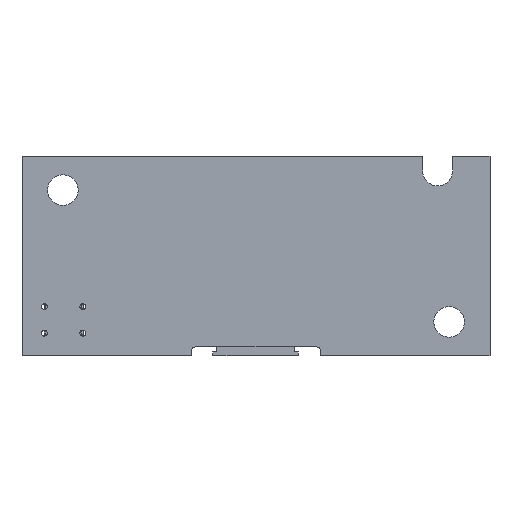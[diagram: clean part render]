
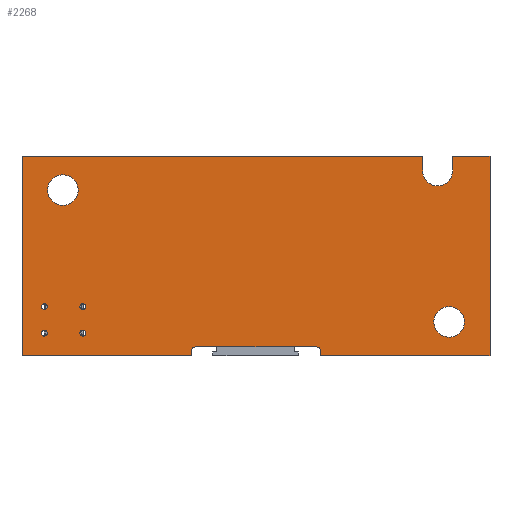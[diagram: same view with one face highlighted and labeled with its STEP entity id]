
A CAD part, front view. The second image highlights one B-rep face of the part: STEP entity #2268.
In plain terms, the highlighted planar face has unit normal (0, -1, 0).
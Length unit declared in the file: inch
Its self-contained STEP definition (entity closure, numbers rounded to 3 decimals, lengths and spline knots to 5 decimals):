
#68=CIRCLE('',#2521,0.10236);
#71=CIRCLE('',#2524,0.10236);
#72=CIRCLE('',#2526,0.10236);
#75=CIRCLE('',#2529,0.10236);
#76=CIRCLE('',#2531,0.0195);
#79=CIRCLE('',#2534,0.0195);
#80=CIRCLE('',#2536,0.0195);
#83=CIRCLE('',#2539,0.0195);
#84=CIRCLE('',#2541,0.0195);
#87=CIRCLE('',#2544,0.0195);
#88=CIRCLE('',#2546,0.0195);
#91=CIRCLE('',#2549,0.0195);
#95=CIRCLE('',#2559,0.1);
#96=CIRCLE('',#2565,0.03125);
#97=CIRCLE('',#2568,0.03125);
#146=FACE_BOUND('',#394,.T.);
#147=FACE_BOUND('',#395,.T.);
#148=FACE_BOUND('',#396,.T.);
#149=FACE_BOUND('',#397,.T.);
#150=FACE_BOUND('',#398,.T.);
#151=FACE_BOUND('',#399,.T.);
#265=FACE_OUTER_BOUND('',#393,.T.);
#393=EDGE_LOOP('',(#1942,#1943,#1944,#1945,#1946,#1947,#1948,#1949,#1950,
#1951,#1952,#1953,#1954,#1955));
#394=EDGE_LOOP('',(#1956,#1957));
#395=EDGE_LOOP('',(#1958,#1959));
#396=EDGE_LOOP('',(#1960,#1961));
#397=EDGE_LOOP('',(#1962,#1963));
#398=EDGE_LOOP('',(#1964,#1965));
#399=EDGE_LOOP('',(#1966,#1967));
#596=LINE('',#3735,#827);
#602=LINE('',#3747,#833);
#613=LINE('',#3775,#844);
#615=LINE('',#3779,#846);
#618=LINE('',#3787,#849);
#620=LINE('',#3791,#851);
#622=LINE('',#3795,#853);
#624=LINE('',#3798,#855);
#626=LINE('',#3805,#857);
#628=LINE('',#3811,#859);
#630=LINE('',#3814,#861);
#827=VECTOR('',#3108,0.02781);
#833=VECTOR('',#3116,0.02781);
#844=VECTOR('',#3137,2.675);
#846=VECTOR('',#3141,0.0975);
#849=VECTOR('',#3150,0.0975);
#851=VECTOR('',#3154,0.25);
#853=VECTOR('',#3158,1.33);
#855=VECTOR('',#3162,1.12943);
#857=VECTOR('',#3170,0.80364);
#859=VECTOR('',#3178,1.12943);
#861=VECTOR('',#3182,1.33);
#1013=VERTEX_POINT('',#3671);
#1014=VERTEX_POINT('',#3672);
#1017=VERTEX_POINT('',#3681);
#1018=VERTEX_POINT('',#3682);
#1021=VERTEX_POINT('',#3691);
#1022=VERTEX_POINT('',#3692);
#1025=VERTEX_POINT('',#3701);
#1026=VERTEX_POINT('',#3702);
#1029=VERTEX_POINT('',#3711);
#1030=VERTEX_POINT('',#3712);
#1033=VERTEX_POINT('',#3721);
#1034=VERTEX_POINT('',#3722);
#1037=VERTEX_POINT('',#3731);
#1039=VERTEX_POINT('',#3734);
#1042=VERTEX_POINT('',#3741);
#1044=VERTEX_POINT('',#3745);
#1055=VERTEX_POINT('',#3772);
#1056=VERTEX_POINT('',#3774);
#1057=VERTEX_POINT('',#3778);
#1058=VERTEX_POINT('',#3782);
#1059=VERTEX_POINT('',#3786);
#1060=VERTEX_POINT('',#3790);
#1061=VERTEX_POINT('',#3794);
#1062=VERTEX_POINT('',#3800);
#1063=VERTEX_POINT('',#3804);
#1064=VERTEX_POINT('',#3810);
#1294=EDGE_CURVE('',#1013,#1014,#68,.T.);
#1298=EDGE_CURVE('',#1014,#1013,#71,.T.);
#1299=EDGE_CURVE('',#1017,#1018,#72,.T.);
#1303=EDGE_CURVE('',#1018,#1017,#75,.T.);
#1304=EDGE_CURVE('',#1021,#1022,#76,.T.);
#1308=EDGE_CURVE('',#1022,#1021,#79,.T.);
#1309=EDGE_CURVE('',#1025,#1026,#80,.T.);
#1313=EDGE_CURVE('',#1026,#1025,#83,.T.);
#1314=EDGE_CURVE('',#1029,#1030,#84,.T.);
#1318=EDGE_CURVE('',#1030,#1029,#87,.T.);
#1319=EDGE_CURVE('',#1033,#1034,#88,.T.);
#1323=EDGE_CURVE('',#1034,#1033,#91,.T.);
#1325=EDGE_CURVE('',#1039,#1037,#596,.T.);
#1331=EDGE_CURVE('',#1042,#1044,#602,.T.);
#1345=EDGE_CURVE('',#1055,#1056,#613,.T.);
#1347=EDGE_CURVE('',#1056,#1057,#615,.T.);
#1349=EDGE_CURVE('',#1057,#1058,#95,.T.);
#1351=EDGE_CURVE('',#1058,#1059,#618,.T.);
#1353=EDGE_CURVE('',#1059,#1060,#620,.T.);
#1355=EDGE_CURVE('',#1060,#1061,#622,.T.);
#1357=EDGE_CURVE('',#1061,#1037,#624,.T.);
#1358=EDGE_CURVE('',#1039,#1062,#96,.T.);
#1360=EDGE_CURVE('',#1062,#1063,#626,.T.);
#1362=EDGE_CURVE('',#1063,#1044,#97,.T.);
#1363=EDGE_CURVE('',#1042,#1064,#628,.T.);
#1365=EDGE_CURVE('',#1064,#1055,#630,.T.);
#1942=ORIENTED_EDGE('',*,*,#1363,.F.);
#1943=ORIENTED_EDGE('',*,*,#1331,.T.);
#1944=ORIENTED_EDGE('',*,*,#1362,.F.);
#1945=ORIENTED_EDGE('',*,*,#1360,.F.);
#1946=ORIENTED_EDGE('',*,*,#1358,.F.);
#1947=ORIENTED_EDGE('',*,*,#1325,.T.);
#1948=ORIENTED_EDGE('',*,*,#1357,.F.);
#1949=ORIENTED_EDGE('',*,*,#1355,.F.);
#1950=ORIENTED_EDGE('',*,*,#1353,.F.);
#1951=ORIENTED_EDGE('',*,*,#1351,.F.);
#1952=ORIENTED_EDGE('',*,*,#1349,.F.);
#1953=ORIENTED_EDGE('',*,*,#1347,.F.);
#1954=ORIENTED_EDGE('',*,*,#1345,.F.);
#1955=ORIENTED_EDGE('',*,*,#1365,.F.);
#1956=ORIENTED_EDGE('',*,*,#1294,.F.);
#1957=ORIENTED_EDGE('',*,*,#1298,.F.);
#1958=ORIENTED_EDGE('',*,*,#1299,.F.);
#1959=ORIENTED_EDGE('',*,*,#1303,.F.);
#1960=ORIENTED_EDGE('',*,*,#1304,.F.);
#1961=ORIENTED_EDGE('',*,*,#1308,.F.);
#1962=ORIENTED_EDGE('',*,*,#1309,.F.);
#1963=ORIENTED_EDGE('',*,*,#1313,.F.);
#1964=ORIENTED_EDGE('',*,*,#1314,.F.);
#1965=ORIENTED_EDGE('',*,*,#1318,.F.);
#1966=ORIENTED_EDGE('',*,*,#1319,.F.);
#1967=ORIENTED_EDGE('',*,*,#1323,.F.);
#2058=PLANE('',#2571);
#2268=ADVANCED_FACE('',(#265,#146,#147,#148,#149,#150,#151),#2058,.F.);
#2521=AXIS2_PLACEMENT_3D('',#3673,#3041,#3042);
#2524=AXIS2_PLACEMENT_3D('',#3679,#3048,#3049);
#2526=AXIS2_PLACEMENT_3D('',#3683,#3052,#3053);
#2529=AXIS2_PLACEMENT_3D('',#3689,#3059,#3060);
#2531=AXIS2_PLACEMENT_3D('',#3693,#3063,#3064);
#2534=AXIS2_PLACEMENT_3D('',#3699,#3070,#3071);
#2536=AXIS2_PLACEMENT_3D('',#3703,#3074,#3075);
#2539=AXIS2_PLACEMENT_3D('',#3709,#3081,#3082);
#2541=AXIS2_PLACEMENT_3D('',#3713,#3085,#3086);
#2544=AXIS2_PLACEMENT_3D('',#3719,#3092,#3093);
#2546=AXIS2_PLACEMENT_3D('',#3723,#3096,#3097);
#2549=AXIS2_PLACEMENT_3D('',#3729,#3103,#3104);
#2559=AXIS2_PLACEMENT_3D('',#3783,#3145,#3146);
#2565=AXIS2_PLACEMENT_3D('',#3801,#3165,#3166);
#2568=AXIS2_PLACEMENT_3D('',#3808,#3174,#3175);
#2571=AXIS2_PLACEMENT_3D('',#3815,#3183,#3184);
#3041=DIRECTION('center_axis',(0.,-1.,0.));
#3042=DIRECTION('ref_axis',(0.,0.,1.));
#3048=DIRECTION('center_axis',(0.,-1.,0.));
#3049=DIRECTION('ref_axis',(0.,0.,1.));
#3052=DIRECTION('center_axis',(0.,-1.,0.));
#3053=DIRECTION('ref_axis',(0.,0.,1.));
#3059=DIRECTION('center_axis',(0.,-1.,0.));
#3060=DIRECTION('ref_axis',(0.,0.,1.));
#3063=DIRECTION('center_axis',(0.,-1.,0.));
#3064=DIRECTION('ref_axis',(0.,0.,1.));
#3070=DIRECTION('center_axis',(0.,-1.,0.));
#3071=DIRECTION('ref_axis',(0.,0.,1.));
#3074=DIRECTION('center_axis',(0.,-1.,0.));
#3075=DIRECTION('ref_axis',(0.,0.,1.));
#3081=DIRECTION('center_axis',(0.,-1.,0.));
#3082=DIRECTION('ref_axis',(0.,0.,1.));
#3085=DIRECTION('center_axis',(0.,-1.,0.));
#3086=DIRECTION('ref_axis',(0.,0.,1.));
#3092=DIRECTION('center_axis',(0.,-1.,0.));
#3093=DIRECTION('ref_axis',(0.,0.,1.));
#3096=DIRECTION('center_axis',(0.,-1.,0.));
#3097=DIRECTION('ref_axis',(0.,0.,1.));
#3103=DIRECTION('center_axis',(0.,-1.,0.));
#3104=DIRECTION('ref_axis',(0.,0.,1.));
#3108=DIRECTION('',(0.,0.,-1.));
#3116=DIRECTION('',(0.,0.,1.));
#3137=DIRECTION('',(1.,0.,0.));
#3141=DIRECTION('',(0.,0.,-1.));
#3145=DIRECTION('center_axis',(0.,-1.,0.));
#3146=DIRECTION('ref_axis',(0.,0.,1.));
#3150=DIRECTION('',(0.,0.,1.));
#3154=DIRECTION('',(1.,0.,0.));
#3158=DIRECTION('',(0.,0.,-1.));
#3162=DIRECTION('',(-1.,0.,0.));
#3165=DIRECTION('center_axis',(0.,-1.,0.));
#3166=DIRECTION('ref_axis',(0.,0.,-1.));
#3170=DIRECTION('',(-1.,0.,0.));
#3174=DIRECTION('center_axis',(0.,-1.,0.));
#3175=DIRECTION('ref_axis',(0.,0.,-1.));
#3178=DIRECTION('',(-1.,0.,0.));
#3182=DIRECTION('',(0.,0.,1.));
#3183=DIRECTION('center_axis',(0.,1.,0.));
#3184=DIRECTION('ref_axis',(0.,0.,1.));
#3671=CARTESIAN_POINT('',(-1.29,-0.062,0.54236));
#3672=CARTESIAN_POINT('',(-1.29,-0.062,0.33764));
#3673=CARTESIAN_POINT('Origin',(-1.29,-0.062,0.44));
#3679=CARTESIAN_POINT('Origin',(-1.29,-0.062,0.44));
#3681=CARTESIAN_POINT('',(1.29,-0.062,-0.33764));
#3682=CARTESIAN_POINT('',(1.29,-0.062,-0.54236));
#3683=CARTESIAN_POINT('Origin',(1.29,-0.062,-0.44));
#3689=CARTESIAN_POINT('Origin',(1.29,-0.062,-0.44));
#3691=CARTESIAN_POINT('',(-1.1565,-0.062,-0.4955));
#3692=CARTESIAN_POINT('',(-1.1565,-0.062,-0.5345));
#3693=CARTESIAN_POINT('Origin',(-1.1565,-0.062,-0.515));
#3699=CARTESIAN_POINT('Origin',(-1.1565,-0.062,-0.515));
#3701=CARTESIAN_POINT('',(-1.4125,-0.062,-0.4955));
#3702=CARTESIAN_POINT('',(-1.4125,-0.062,-0.5345));
#3703=CARTESIAN_POINT('Origin',(-1.4125,-0.062,-0.515));
#3709=CARTESIAN_POINT('Origin',(-1.4125,-0.062,-0.515));
#3711=CARTESIAN_POINT('',(-1.4125,-0.062,-0.3185));
#3712=CARTESIAN_POINT('',(-1.4125,-0.062,-0.3575));
#3713=CARTESIAN_POINT('Origin',(-1.4125,-0.062,-0.338));
#3719=CARTESIAN_POINT('Origin',(-1.4125,-0.062,-0.338));
#3721=CARTESIAN_POINT('',(-1.1565,-0.062,-0.3185));
#3722=CARTESIAN_POINT('',(-1.1565,-0.062,-0.3575));
#3723=CARTESIAN_POINT('Origin',(-1.1565,-0.062,-0.338));
#3729=CARTESIAN_POINT('Origin',(-1.1565,-0.062,-0.338));
#3731=CARTESIAN_POINT('',(0.43307,-0.062,-0.665));
#3734=CARTESIAN_POINT('',(0.43307,-0.062,-0.63719));
#3735=CARTESIAN_POINT('',(0.43307,-0.062,-0.63719));
#3741=CARTESIAN_POINT('',(-0.43307,-0.062,-0.665));
#3745=CARTESIAN_POINT('',(-0.43307,-0.062,-0.63719));
#3747=CARTESIAN_POINT('',(-0.43307,-0.062,-0.665));
#3772=CARTESIAN_POINT('',(-1.5625,-0.062,0.665));
#3774=CARTESIAN_POINT('',(1.1125,-0.062,0.665));
#3775=CARTESIAN_POINT('',(-1.5625,-0.062,0.665));
#3778=CARTESIAN_POINT('',(1.1125,-0.062,0.5675));
#3779=CARTESIAN_POINT('',(1.1125,-0.062,0.665));
#3782=CARTESIAN_POINT('',(1.3125,-0.062,0.5675));
#3783=CARTESIAN_POINT('Origin',(1.2125,-0.062,0.5675));
#3786=CARTESIAN_POINT('',(1.3125,-0.062,0.665));
#3787=CARTESIAN_POINT('',(1.3125,-0.062,0.5675));
#3790=CARTESIAN_POINT('',(1.5625,-0.062,0.665));
#3791=CARTESIAN_POINT('',(1.3125,-0.062,0.665));
#3794=CARTESIAN_POINT('',(1.5625,-0.062,-0.665));
#3795=CARTESIAN_POINT('',(1.5625,-0.062,0.665));
#3798=CARTESIAN_POINT('',(1.5625,-0.062,-0.665));
#3800=CARTESIAN_POINT('',(0.40182,-0.062,-0.60594));
#3801=CARTESIAN_POINT('Origin',(0.40182,-0.062,-0.63719));
#3804=CARTESIAN_POINT('',(-0.40182,-0.062,-0.60594));
#3805=CARTESIAN_POINT('',(0.40182,-0.062,-0.60594));
#3808=CARTESIAN_POINT('Origin',(-0.40182,-0.062,-0.63719));
#3810=CARTESIAN_POINT('',(-1.5625,-0.062,-0.665));
#3811=CARTESIAN_POINT('',(-0.43307,-0.062,-0.665));
#3814=CARTESIAN_POINT('',(-1.5625,-0.062,-0.665));
#3815=CARTESIAN_POINT('Origin',(-1.5625,-0.062,0.665));
